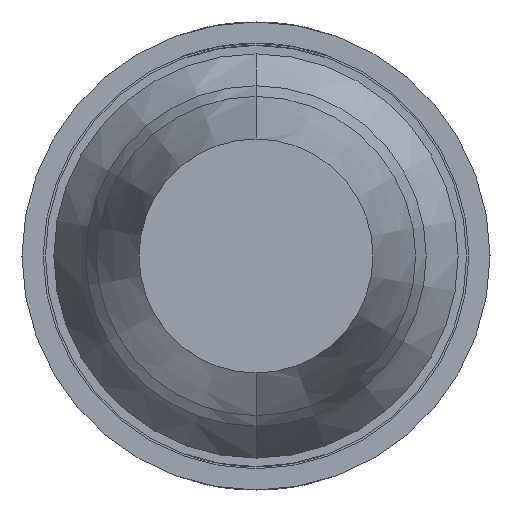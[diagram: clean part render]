
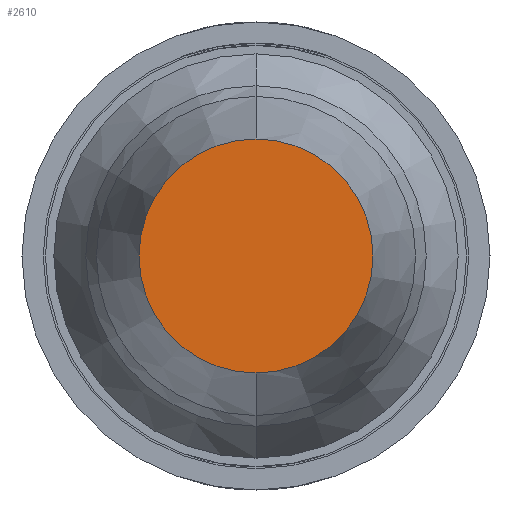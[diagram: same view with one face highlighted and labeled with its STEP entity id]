
A CAD part, front view. The second image highlights one B-rep face of the part: STEP entity #2610.
In plain terms, the highlighted planar face has unit normal (0, -1, 0).
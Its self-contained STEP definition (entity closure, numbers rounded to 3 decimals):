
#91 = ORIENTED_EDGE ( 'NONE', *, *, #3799, .F. ) ;
#350 = CARTESIAN_POINT ( 'NONE',  ( 0., -36.5, 0. ) ) ;
#922 = EDGE_LOOP ( 'NONE', ( #91, #2594 ) ) ;
#1743 = CARTESIAN_POINT ( 'NONE',  ( -0.55, -36.5, 0. ) ) ;
#1747 = VERTEX_POINT ( 'NONE', #5418 ) ;
#2273 = VERTEX_POINT ( 'NONE', #6630 ) ;
#2326 = PLANE ( 'NONE',  #5146 ) ;
#2594 = ORIENTED_EDGE ( 'NONE', *, *, #3317, .F. ) ;
#2610 = ADVANCED_FACE ( 'Defeature ausgef�hrt1_45', ( #5407 ), #2326, .T. ) ;
#2770 = CARTESIAN_POINT ( 'NONE',  ( 0., -36.5, 0. ) ) ;
#2867 = DIRECTION ( 'NONE',  ( 0., 0., -1. ) ) ;
#3033 = DIRECTION ( 'NONE',  ( 0., 1., 0. ) ) ;
#3208 = DIRECTION ( 'NONE',  ( 0., 0., 1. ) ) ;
#3317 = EDGE_CURVE ( 'Defeature ausgef�hrt1_44+Defeature ausgef�hrt1_45+Defeature ausgef�hrt1_45+Defeature ausgef�hrt1_45', #2273, #1747, #3846, .T. ) ;
#3799 = EDGE_CURVE ( 'Defeature ausgef�hrt1_44+Defeature ausgef�hrt1_45+Defeature ausgef�hrt1_45+Defeature ausgef�hrt1_45', #1747, #2273, #6767, .T. ) ;
#3846 = CIRCLE ( 'NONE', #6623, 0.55 ) ;
#4289 = DIRECTION ( 'NONE',  ( 0., 0., 1. ) ) ;
#5146 = AXIS2_PLACEMENT_3D ( 'NONE', #1743, #5491, #2867 ) ;
#5407 = FACE_OUTER_BOUND ( 'NONE', #922, .T. ) ;
#5418 = CARTESIAN_POINT ( 'NONE',  ( 0., -36.5, 0.55 ) ) ;
#5491 = DIRECTION ( 'NONE',  ( 0., -1., 0. ) ) ;
#5732 = AXIS2_PLACEMENT_3D ( 'NONE', #350, #3033, #3208 ) ;
#5838 = DIRECTION ( 'NONE',  ( 0., 1., 0. ) ) ;
#6623 = AXIS2_PLACEMENT_3D ( 'NONE', #2770, #5838, #4289 ) ;
#6630 = CARTESIAN_POINT ( 'NONE',  ( 0., -36.5, -0.55 ) ) ;
#6767 = CIRCLE ( 'NONE', #5732, 0.55 ) ;
